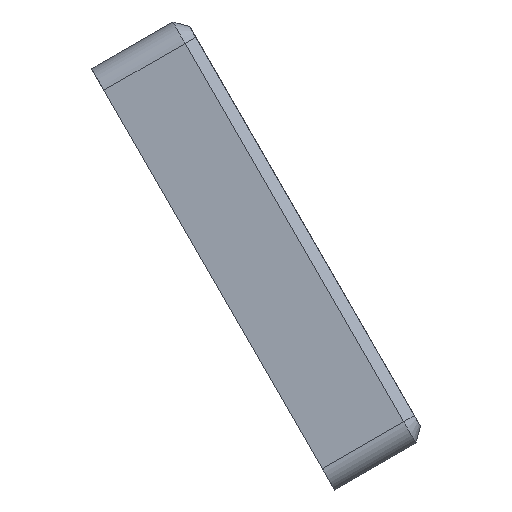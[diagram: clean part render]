
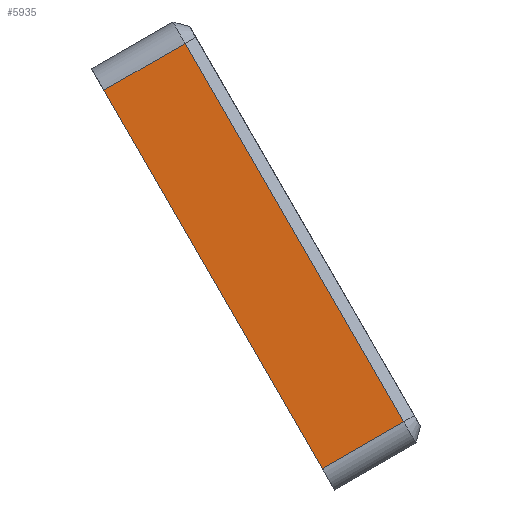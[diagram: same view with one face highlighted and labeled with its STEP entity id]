
A CAD part, left-side view. The second image highlights one B-rep face of the part: STEP entity #5935.
In plain terms, the highlighted planar face has unit normal (-1, 0, 0).
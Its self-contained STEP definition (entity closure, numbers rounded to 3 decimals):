
#164=PLANE('',#6480);
#453=FACE_OUTER_BOUND('',#784,.T.);
#784=EDGE_LOOP('',(#4886,#4887,#4888,#4889));
#1353=LINE('',#9687,#1970);
#1362=LINE('',#9717,#1979);
#1364=LINE('',#9723,#1981);
#1365=LINE('',#9724,#1982);
#1970=VECTOR('',#7874,10.);
#1979=VECTOR('',#7907,10.);
#1981=VECTOR('',#7913,10.);
#1982=VECTOR('',#7914,10.);
#2850=VERTEX_POINT('',#9677);
#2852=VERTEX_POINT('',#9683);
#2862=VERTEX_POINT('',#9716);
#2864=VERTEX_POINT('',#9722);
#3615=EDGE_CURVE('',#2850,#2852,#1353,.T.);
#3630=EDGE_CURVE('',#2852,#2862,#1362,.T.);
#3633=EDGE_CURVE('',#2864,#2850,#1364,.T.);
#3634=EDGE_CURVE('',#2862,#2864,#1365,.T.);
#4886=ORIENTED_EDGE('',*,*,#3615,.F.);
#4887=ORIENTED_EDGE('',*,*,#3633,.F.);
#4888=ORIENTED_EDGE('',*,*,#3634,.F.);
#4889=ORIENTED_EDGE('',*,*,#3630,.F.);
#5935=ADVANCED_FACE('',(#453),#164,.T.);
#6480=AXIS2_PLACEMENT_3D('',#9721,#7911,#7912);
#7874=DIRECTION('',(0.,-0.5,-0.866));
#7907=DIRECTION('',(0.,0.866,-0.5));
#7911=DIRECTION('center_axis',(-1.,0.,0.));
#7912=DIRECTION('ref_axis',(0.,-0.5,-0.866));
#7913=DIRECTION('',(0.,-0.866,0.5));
#7914=DIRECTION('',(0.,0.5,0.866));
#9677=CARTESIAN_POINT('',(116.718,-135.56,43.257));
#9683=CARTESIAN_POINT('',(116.718,-153.26,12.6));
#9687=CARTESIAN_POINT('',(116.718,-139.485,36.459));
#9716=CARTESIAN_POINT('',(116.718,-146.679,8.8));
#9717=CARTESIAN_POINT('',(116.718,-152.741,12.3));
#9721=CARTESIAN_POINT('Origin',(116.718,-134.041,44.689));
#9722=CARTESIAN_POINT('',(116.718,-128.979,39.457));
#9723=CARTESIAN_POINT('',(116.718,-135.041,42.957));
#9724=CARTESIAN_POINT('',(116.718,-147.679,7.067));
